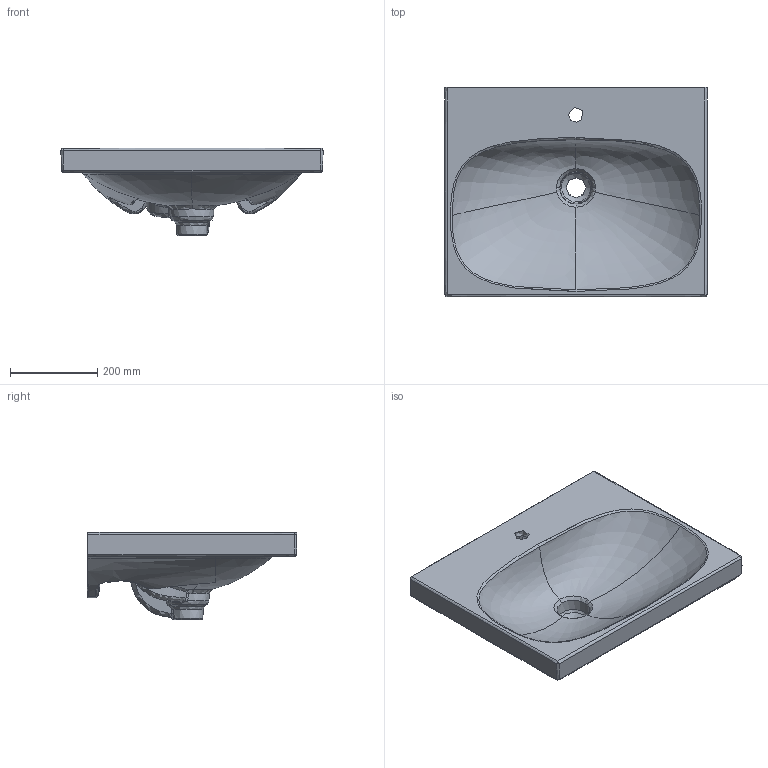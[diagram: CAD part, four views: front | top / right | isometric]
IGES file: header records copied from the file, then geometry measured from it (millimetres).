
Global section: file name: 500629; native system: Autodesk Inventor 2021; preprocessor: unknown; author: JANAN; date: 20220607.140642; units: millimetre
Bounding box: 599.73 x 479.87 x 200 mm (x, y, z)
Volume: 10680802.9 mm3; surface area: 982686.9 mm2
Topology: 1 solids, 1 shells, 439 faces, 1031 edges, 596 vertices
Faces by surface type: bspline 439
